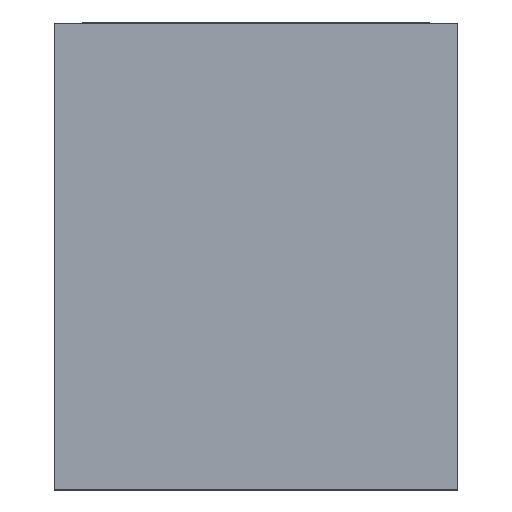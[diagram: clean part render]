
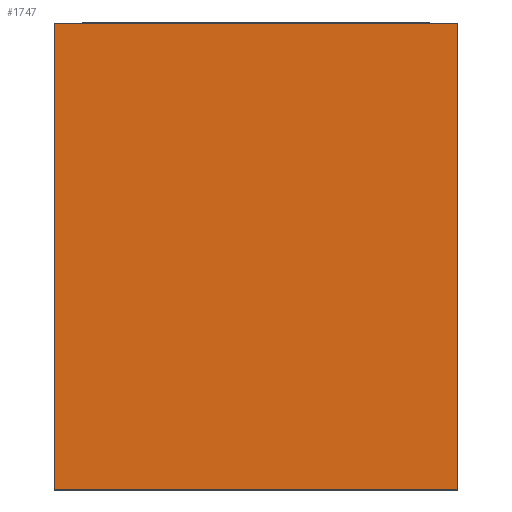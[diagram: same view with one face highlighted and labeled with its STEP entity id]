
A CAD part, top view. The second image highlights one B-rep face of the part: STEP entity #1747.
In plain terms, the highlighted planar face has unit normal (0, 0, 1).
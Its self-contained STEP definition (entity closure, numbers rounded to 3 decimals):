
#165=FACE_OUTER_BOUND('',#273,.T.);
#273=EDGE_LOOP('',(#1256,#1257,#1258,#1259));
#379=LINE('',#2527,#558);
#421=LINE('',#2634,#600);
#422=LINE('',#2637,#601);
#423=LINE('',#2638,#602);
#558=VECTOR('',#2018,15.3);
#600=VECTOR('',#2110,17.7);
#601=VECTOR('',#2113,15.3);
#602=VECTOR('',#2114,17.7);
#736=VERTEX_POINT('',#2524);
#737=VERTEX_POINT('',#2526);
#777=VERTEX_POINT('',#2632);
#778=VERTEX_POINT('',#2636);
#907=EDGE_CURVE('',#737,#736,#379,.T.);
#961=EDGE_CURVE('',#736,#777,#421,.T.);
#962=EDGE_CURVE('',#778,#777,#422,.T.);
#963=EDGE_CURVE('',#737,#778,#423,.T.);
#1256=ORIENTED_EDGE('',*,*,#907,.T.);
#1257=ORIENTED_EDGE('',*,*,#961,.T.);
#1258=ORIENTED_EDGE('',*,*,#962,.F.);
#1259=ORIENTED_EDGE('',*,*,#963,.F.);
#1681=PLANE('',#1871);
#1747=ADVANCED_FACE('',(#165),#1681,.T.);
#1871=AXIS2_PLACEMENT_3D('',#2635,#2111,#2112);
#2018=DIRECTION('',(-1.,0.,0.));
#2110=DIRECTION('',(0.,-1.,0.));
#2111=DIRECTION('center_axis',(0.,0.,
1.));
#2112=DIRECTION('ref_axis',(-1.,0.,0.));
#2113=DIRECTION('',(-1.,0.,0.));
#2114=DIRECTION('',(0.,-1.,0.));
#2524=CARTESIAN_POINT('',(-7.65,10.16,12.79));
#2526=CARTESIAN_POINT('',(7.65,10.16,12.79));
#2527=CARTESIAN_POINT('',(7.65,10.16,12.79));
#2632=CARTESIAN_POINT('',(-7.65,-7.54,12.79));
#2634=CARTESIAN_POINT('',(-7.65,10.16,12.79));
#2635=CARTESIAN_POINT('Origin',(7.65,10.16,12.79));
#2636=CARTESIAN_POINT('',(7.65,-7.54,12.79));
#2637=CARTESIAN_POINT('',(7.65,-7.54,12.79));
#2638=CARTESIAN_POINT('',(7.65,10.16,12.79));
